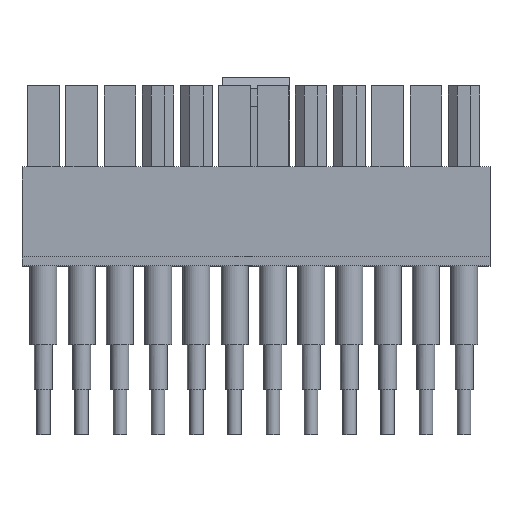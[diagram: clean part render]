
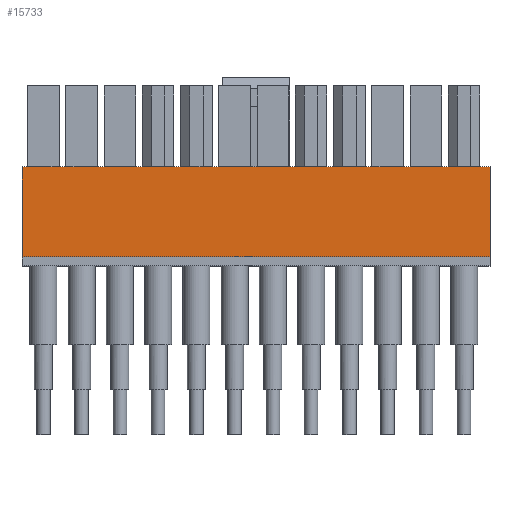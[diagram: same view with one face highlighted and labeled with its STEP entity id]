
A CAD part, top view. The second image highlights one B-rep face of the part: STEP entity #15733.
In plain terms, the highlighted planar face has unit normal (0, 0, 1).
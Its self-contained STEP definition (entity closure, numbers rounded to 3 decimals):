
#191 = VERTEX_POINT ( 'NONE', #8738 ) ;
#628 = EDGE_CURVE ( 'NONE', #191, #4309, #8924, .T. ) ;
#1526 = LINE ( 'NONE', #11252, #5126 ) ;
#2371 = AXIS2_PLACEMENT_3D ( 'NONE', #11384, #6780, #17671 ) ;
#3605 = DIRECTION ( 'NONE',  ( -1., 0., 0. ) ) ;
#4309 = VERTEX_POINT ( 'NONE', #16252 ) ;
#4336 = DIRECTION ( 'NONE',  ( 0., -1., 0. ) ) ;
#5126 = VECTOR ( 'NONE', #14335, 1000. ) ;
#5250 = PLANE ( 'NONE',  #2371 ) ;
#5309 = EDGE_CURVE ( 'NONE', #9659, #191, #18320, .T. ) ;
#5629 = CARTESIAN_POINT ( 'NONE',  ( -26., 0., 5. ) ) ;
#6548 = EDGE_CURVE ( 'NONE', #16201, #4309, #10923, .T. ) ;
#6780 = DIRECTION ( 'NONE',  ( 0., 0., -1. ) ) ;
#8738 = CARTESIAN_POINT ( 'NONE',  ( 26., 1., 5. ) ) ;
#8878 = FACE_OUTER_BOUND ( 'NONE', #9599, .T. ) ;
#8924 = LINE ( 'NONE', #9740, #16229 ) ;
#9599 = EDGE_LOOP ( 'NONE', ( #9869, #11753, #17125, #13596 ) ) ;
#9659 = VERTEX_POINT ( 'NONE', #19935 ) ;
#9740 = CARTESIAN_POINT ( 'NONE',  ( 26., 1., 5. ) ) ;
#9869 = ORIENTED_EDGE ( 'NONE', *, *, #628, .F. ) ;
#9957 = EDGE_CURVE ( 'NONE', #9659, #16201, #1526, .T. ) ;
#10923 = LINE ( 'NONE', #5629, #19714 ) ;
#11252 = CARTESIAN_POINT ( 'NONE',  ( 26., 11., 5. ) ) ;
#11384 = CARTESIAN_POINT ( 'NONE',  ( 26., 0., 5. ) ) ;
#11753 = ORIENTED_EDGE ( 'NONE', *, *, #5309, .F. ) ;
#13596 = ORIENTED_EDGE ( 'NONE', *, *, #6548, .T. ) ;
#13643 = CARTESIAN_POINT ( 'NONE',  ( 26., 0., 5. ) ) ;
#13976 = CARTESIAN_POINT ( 'NONE',  ( -26., 11., 5. ) ) ;
#14335 = DIRECTION ( 'NONE',  ( -1., 0., 0. ) ) ;
#14653 = VECTOR ( 'NONE', #4336, 1000. ) ;
#14926 = DIRECTION ( 'NONE',  ( 0., -1., 0. ) ) ;
#15733 = ADVANCED_FACE ( 'NONE', ( #8878 ), #5250, .F. ) ;
#16201 = VERTEX_POINT ( 'NONE', #13976 ) ;
#16229 = VECTOR ( 'NONE', #3605, 1000. ) ;
#16252 = CARTESIAN_POINT ( 'NONE',  ( -26., 1., 5. ) ) ;
#17125 = ORIENTED_EDGE ( 'NONE', *, *, #9957, .T. ) ;
#17671 = DIRECTION ( 'NONE',  ( 0., 1., 0. ) ) ;
#18320 = LINE ( 'NONE', #13643, #14653 ) ;
#19714 = VECTOR ( 'NONE', #14926, 1000. ) ;
#19935 = CARTESIAN_POINT ( 'NONE',  ( 26., 11., 5. ) ) ;
